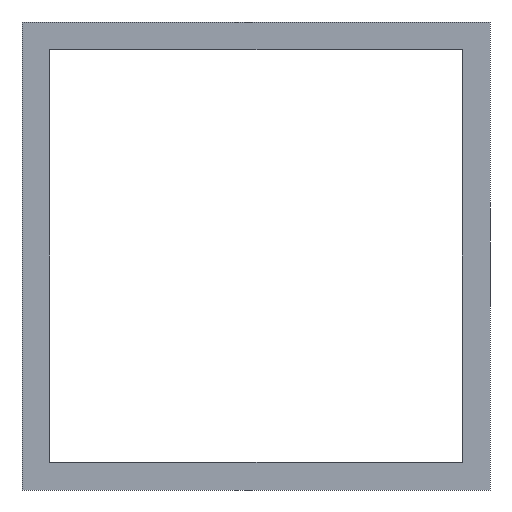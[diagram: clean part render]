
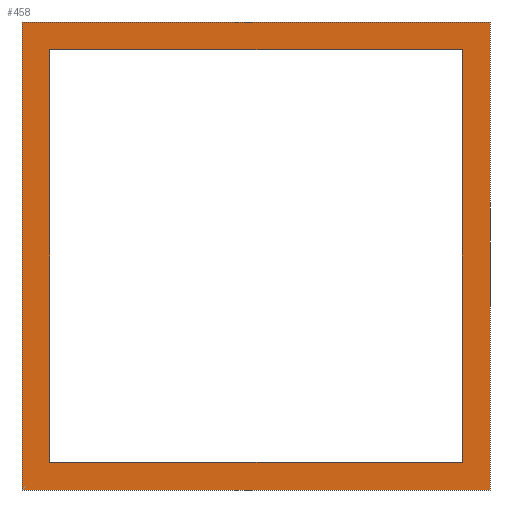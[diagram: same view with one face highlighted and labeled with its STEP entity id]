
A CAD part, front view. The second image highlights one B-rep face of the part: STEP entity #458.
In plain terms, the highlighted planar face has unit normal (0, -1, 0).
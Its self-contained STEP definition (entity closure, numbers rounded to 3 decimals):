
#19=FACE_BOUND('',#85,.T.);
#38=PLANE('',#503);
#59=FACE_OUTER_BOUND('',#84,.T.);
#84=EDGE_LOOP('',(#400,#401,#402,#403));
#85=EDGE_LOOP('',(#404,#405,#406,#407));
#123=LINE('',#701,#175);
#128=LINE('',#710,#180);
#132=LINE('',#718,#184);
#134=LINE('',#721,#186);
#139=LINE('',#732,#191);
#140=LINE('',#735,#192);
#141=LINE('',#737,#193);
#142=LINE('',#738,#194);
#175=VECTOR('',#579,10.);
#180=VECTOR('',#586,10.);
#184=VECTOR('',#592,10.);
#186=VECTOR('',#596,10.);
#191=VECTOR('',#605,10.);
#192=VECTOR('',#608,10.);
#193=VECTOR('',#609,10.);
#194=VECTOR('',#610,10.);
#236=VERTEX_POINT('',#698);
#237=VERTEX_POINT('',#700);
#240=VERTEX_POINT('',#708);
#243=VERTEX_POINT('',#716);
#244=VERTEX_POINT('',#725);
#247=VERTEX_POINT('',#730);
#248=VERTEX_POINT('',#734);
#249=VERTEX_POINT('',#736);
#289=EDGE_CURVE('',#237,#236,#123,.T.);
#294=EDGE_CURVE('',#236,#240,#128,.T.);
#298=EDGE_CURVE('',#240,#243,#132,.T.);
#300=EDGE_CURVE('',#243,#237,#134,.T.);
#305=EDGE_CURVE('',#244,#247,#139,.T.);
#306=EDGE_CURVE('',#248,#244,#140,.T.);
#307=EDGE_CURVE('',#249,#247,#141,.T.);
#308=EDGE_CURVE('',#248,#249,#142,.T.);
#400=ORIENTED_EDGE('',*,*,#306,.T.);
#401=ORIENTED_EDGE('',*,*,#305,.T.);
#402=ORIENTED_EDGE('',*,*,#307,.F.);
#403=ORIENTED_EDGE('',*,*,#308,.F.);
#404=ORIENTED_EDGE('',*,*,#298,.T.);
#405=ORIENTED_EDGE('',*,*,#300,.T.);
#406=ORIENTED_EDGE('',*,*,#289,.T.);
#407=ORIENTED_EDGE('',*,*,#294,.T.);
#458=ADVANCED_FACE('',(#59,#19),#38,.T.);
#503=AXIS2_PLACEMENT_3D('',#733,#606,#607);
#579=DIRECTION('',(-1.,0.,0.));
#586=DIRECTION('',(0.,0.,1.));
#592=DIRECTION('',(1.,0.,0.));
#596=DIRECTION('',(0.,0.,-1.));
#605=DIRECTION('',(1.,0.,0.));
#606=DIRECTION('center_axis',(0.,-1.,0.));
#607=DIRECTION('ref_axis',(0.,0.,-1.));
#608=DIRECTION('',(0.,0.,-1.));
#609=DIRECTION('',(0.,0.,-1.));
#610=DIRECTION('',(1.,0.,0.));
#698=CARTESIAN_POINT('',(1.588,-350.,-11.906));
#700=CARTESIAN_POINT('',(25.4,-350.,-11.906));
#701=CARTESIAN_POINT('',(0.,-350.,-11.906));
#708=CARTESIAN_POINT('',(1.588,-350.,11.906));
#710=CARTESIAN_POINT('',(1.588,-350.,6.747));
#716=CARTESIAN_POINT('',(25.4,-350.,11.906));
#718=CARTESIAN_POINT('',(0.,-350.,11.906));
#721=CARTESIAN_POINT('',(25.4,-350.,6.747));
#725=CARTESIAN_POINT('',(0.,-350.,-13.494));
#730=CARTESIAN_POINT('',(26.988,-350.,-13.494));
#732=CARTESIAN_POINT('',(0.,-350.,-13.494));
#733=CARTESIAN_POINT('Origin',(0.,-350.,13.494));
#734=CARTESIAN_POINT('',(0.,-350.,13.494));
#735=CARTESIAN_POINT('',(0.,-350.,13.494));
#736=CARTESIAN_POINT('',(26.988,-350.,13.494));
#737=CARTESIAN_POINT('',(26.988,-350.,13.494));
#738=CARTESIAN_POINT('',(0.,-350.,13.494));
